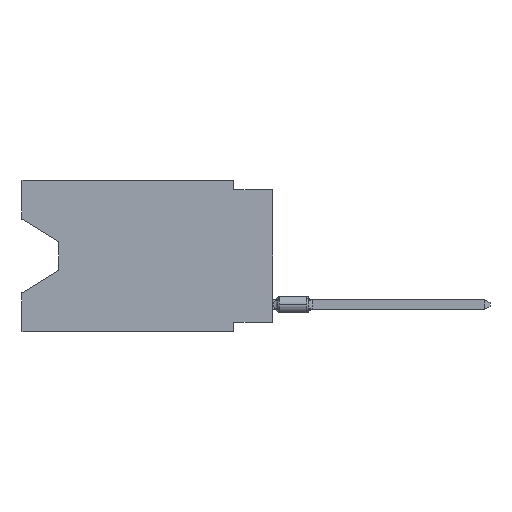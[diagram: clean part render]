
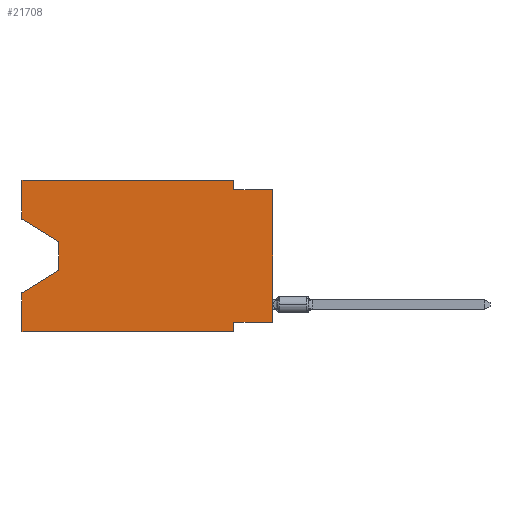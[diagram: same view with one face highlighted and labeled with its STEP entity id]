
A CAD part, left-side view. The second image highlights one B-rep face of the part: STEP entity #21708.
In plain terms, the highlighted planar face has unit normal (-1, 0, 0).
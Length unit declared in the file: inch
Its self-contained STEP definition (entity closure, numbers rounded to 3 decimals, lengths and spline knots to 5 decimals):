
#223 = VECTOR ( 'NONE', #2079, 39.37008 ) ;
#635 = LINE ( 'NONE', #14565, #9277 ) ;
#814 = VERTEX_POINT ( 'NONE', #18440 ) ;
#1033 = DIRECTION ( 'NONE',  ( 0., 0., -1. ) ) ;
#1081 = EDGE_CURVE ( 'NONE', #20426, #21237, #9258, .T. ) ;
#1413 = EDGE_CURVE ( 'NONE', #9360, #14364, #18981, .T. ) ;
#1436 = ORIENTED_EDGE ( 'NONE', *, *, #18875, .T. ) ;
#1690 = CARTESIAN_POINT ( 'NONE',  ( 0., 0., 0. ) ) ;
#1753 = CARTESIAN_POINT ( 'NONE',  ( 0., 0.55, -0.232 ) ) ;
#1822 = EDGE_CURVE ( 'NONE', #17240, #9360, #12494, .T. ) ;
#2079 = DIRECTION ( 'NONE',  ( 0., -1., 0. ) ) ;
#2130 = DIRECTION ( 'NONE',  ( 0., 1., 0. ) ) ;
#2376 = LINE ( 'NONE', #7569, #19078 ) ;
#2572 = EDGE_CURVE ( 'NONE', #4902, #814, #15912, .T. ) ;
#2789 = EDGE_CURVE ( 'NONE', #4629, #814, #15126, .T. ) ;
#2994 = VECTOR ( 'NONE', #16925, 39.37008 ) ;
#3197 = CARTESIAN_POINT ( 'NONE',  ( 0., 0.645, -0.10025 ) ) ;
#3258 = ORIENTED_EDGE ( 'NONE', *, *, #6523, .F. ) ;
#3390 = VECTOR ( 'NONE', #19576, 39.37008 ) ;
#3399 = CARTESIAN_POINT ( 'NONE',  ( 0., 0.1, 0. ) ) ;
#3955 = CARTESIAN_POINT ( 'NONE',  ( 0., 0.1, -0.025 ) ) ;
#4017 = CARTESIAN_POINT ( 'NONE',  ( 0., 0.645, 0. ) ) ;
#4065 = ORIENTED_EDGE ( 'NONE', *, *, #17456, .F. ) ;
#4069 = EDGE_LOOP ( 'NONE', ( #1436, #12936, #20127, #8601, #9744, #14828, #21715, #5765, #4065, #17942, #11683, #3258 ) ) ;
#4205 = CARTESIAN_POINT ( 'NONE',  ( 0., 0., -0.365 ) ) ;
#4397 = DIRECTION ( 'NONE',  ( 0., 0., 1. ) ) ;
#4621 = CARTESIAN_POINT ( 'NONE',  ( 0., 0., -0.025 ) ) ;
#4629 = VERTEX_POINT ( 'NONE', #7845 ) ;
#4782 = VECTOR ( 'NONE', #1033, 39.37008 ) ;
#4902 = VERTEX_POINT ( 'NONE', #12379 ) ;
#5249 = VECTOR ( 'NONE', #20589, 39.37008 ) ;
#5425 = LINE ( 'NONE', #1690, #15560 ) ;
#5487 = VECTOR ( 'NONE', #7523, 39.37008 ) ;
#5765 = ORIENTED_EDGE ( 'NONE', *, *, #6804, .T. ) ;
#6523 = EDGE_CURVE ( 'NONE', #15348, #17240, #2376, .T. ) ;
#6804 = EDGE_CURVE ( 'NONE', #20426, #19692, #5425, .T. ) ;
#7523 = DIRECTION ( 'NONE',  ( 0., 0., 1. ) ) ;
#7569 = CARTESIAN_POINT ( 'NONE',  ( 0., 0.645, 0. ) ) ;
#7845 = CARTESIAN_POINT ( 'NONE',  ( 0., 0.55, -0.232 ) ) ;
#7867 = LINE ( 'NONE', #8327, #15653 ) ;
#8327 = CARTESIAN_POINT ( 'NONE',  ( 0., 0.645, -0.39 ) ) ;
#8601 = ORIENTED_EDGE ( 'NONE', *, *, #2572, .F. ) ;
#9258 = LINE ( 'NONE', #12437, #15705 ) ;
#9274 = CARTESIAN_POINT ( 'NONE',  ( 0., 0.645, 0. ) ) ;
#9277 = VECTOR ( 'NONE', #14452, 39.37008 ) ;
#9345 = CARTESIAN_POINT ( 'NONE',  ( 0., 0.645, 0. ) ) ;
#9360 = VERTEX_POINT ( 'NONE', #3399 ) ;
#9744 = ORIENTED_EDGE ( 'NONE', *, *, #12011, .T. ) ;
#11463 = AXIS2_PLACEMENT_3D ( 'NONE', #9345, #14539, #11499 ) ;
#11499 = DIRECTION ( 'NONE',  ( 0., 0., -1. ) ) ;
#11545 = DIRECTION ( 'NONE',  ( 0., -1., 0. ) ) ;
#11683 = ORIENTED_EDGE ( 'NONE', *, *, #1822, .F. ) ;
#11818 = VERTEX_POINT ( 'NONE', #11836 ) ;
#11836 = CARTESIAN_POINT ( 'NONE',  ( 0., 0.1, -0.39 ) ) ;
#12011 = EDGE_CURVE ( 'NONE', #4902, #11818, #7867, .T. ) ;
#12379 = CARTESIAN_POINT ( 'NONE',  ( 0., 0.645, -0.39 ) ) ;
#12437 = CARTESIAN_POINT ( 'NONE',  ( 0., 0., -0.365 ) ) ;
#12494 = LINE ( 'NONE', #14079, #223 ) ;
#12928 = CARTESIAN_POINT ( 'NONE',  ( 0., 0.55, -0.158 ) ) ;
#12936 = ORIENTED_EDGE ( 'NONE', *, *, #14044, .T. ) ;
#13156 = EDGE_CURVE ( 'NONE', #21237, #11818, #14373, .T. ) ;
#13663 = CARTESIAN_POINT ( 'NONE',  ( 0., 0.1, 0. ) ) ;
#13965 = VERTEX_POINT ( 'NONE', #12928 ) ;
#14044 = EDGE_CURVE ( 'NONE', #13965, #4629, #22120, .T. ) ;
#14079 = CARTESIAN_POINT ( 'NONE',  ( 0., 0.645, 0. ) ) ;
#14364 = VERTEX_POINT ( 'NONE', #3955 ) ;
#14373 = LINE ( 'NONE', #17546, #3390 ) ;
#14452 = DIRECTION ( 'NONE',  ( 0., -0.855, -0.519 ) ) ;
#14539 = DIRECTION ( 'NONE',  ( 1., 0., 0. ) ) ;
#14565 = CARTESIAN_POINT ( 'NONE',  ( 0., 0.645, -0.10025 ) ) ;
#14828 = ORIENTED_EDGE ( 'NONE', *, *, #13156, .F. ) ;
#15126 = LINE ( 'NONE', #1753, #2994 ) ;
#15348 = VERTEX_POINT ( 'NONE', #3197 ) ;
#15560 = VECTOR ( 'NONE', #19804, 39.37008 ) ;
#15653 = VECTOR ( 'NONE', #16595, 39.37008 ) ;
#15705 = VECTOR ( 'NONE', #2130, 39.37008 ) ;
#15912 = LINE ( 'NONE', #4017, #5487 ) ;
#16595 = DIRECTION ( 'NONE',  ( 0., -1., 0. ) ) ;
#16686 = FACE_OUTER_BOUND ( 'NONE', #4069, .T. ) ;
#16925 = DIRECTION ( 'NONE',  ( 0., 0.855, -0.519 ) ) ;
#17240 = VERTEX_POINT ( 'NONE', #9274 ) ;
#17456 = EDGE_CURVE ( 'NONE', #14364, #19692, #20156, .T. ) ;
#17546 = CARTESIAN_POINT ( 'NONE',  ( 0., 0.1, -0.39 ) ) ;
#17920 = VECTOR ( 'NONE', #11545, 39.37008 ) ;
#17942 = ORIENTED_EDGE ( 'NONE', *, *, #1413, .F. ) ;
#18067 = CARTESIAN_POINT ( 'NONE',  ( 0., 0.1, -0.365 ) ) ;
#18440 = CARTESIAN_POINT ( 'NONE',  ( 0., 0.645, -0.28975 ) ) ;
#18875 = EDGE_CURVE ( 'NONE', #15348, #13965, #635, .T. ) ;
#18981 = LINE ( 'NONE', #13663, #5249 ) ;
#19078 = VECTOR ( 'NONE', #4397, 39.37008 ) ;
#19576 = DIRECTION ( 'NONE',  ( 0., 0., -1. ) ) ;
#19692 = VERTEX_POINT ( 'NONE', #20039 ) ;
#19804 = DIRECTION ( 'NONE',  ( 0., 0., 1. ) ) ;
#20039 = CARTESIAN_POINT ( 'NONE',  ( 0., 0., -0.025 ) ) ;
#20106 = PLANE ( 'NONE',  #11463 ) ;
#20127 = ORIENTED_EDGE ( 'NONE', *, *, #2789, .T. ) ;
#20156 = LINE ( 'NONE', #4621, #17920 ) ;
#20423 = CARTESIAN_POINT ( 'NONE',  ( 0., 0.55, -0.158 ) ) ;
#20426 = VERTEX_POINT ( 'NONE', #4205 ) ;
#20589 = DIRECTION ( 'NONE',  ( 0., 0., -1. ) ) ;
#21237 = VERTEX_POINT ( 'NONE', #18067 ) ;
#21708 = ADVANCED_FACE ( 'NONE', ( #16686 ), #20106, .F. ) ;
#21715 = ORIENTED_EDGE ( 'NONE', *, *, #1081, .F. ) ;
#22120 = LINE ( 'NONE', #20423, #4782 ) ;
